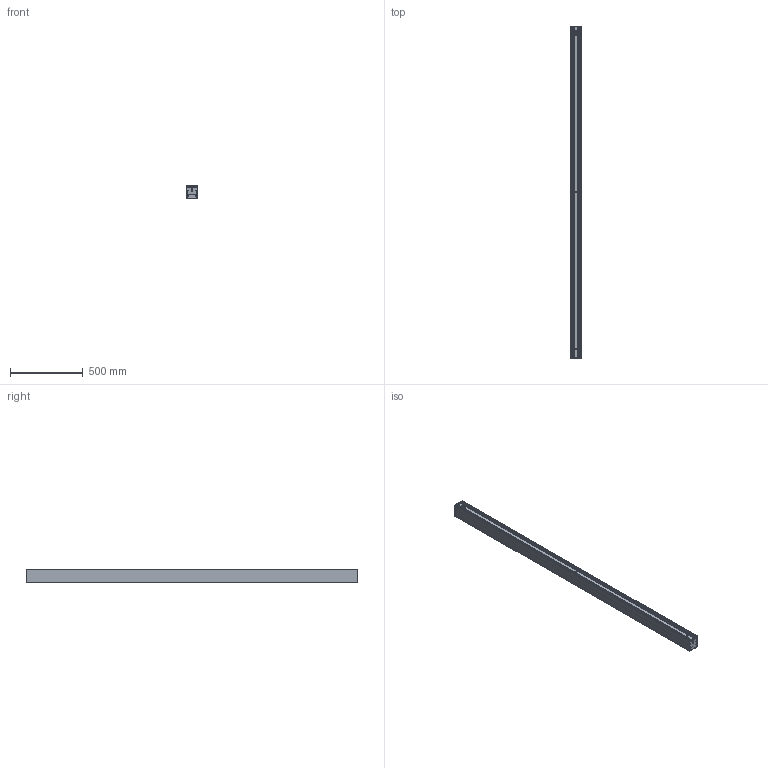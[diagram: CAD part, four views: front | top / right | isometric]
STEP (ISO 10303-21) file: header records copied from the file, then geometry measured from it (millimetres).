
FILE_DESCRIPTION(/* description */ ('This is a sample STEP configuration'),/* implementation_level */ '2;1');
FILE_NAME(/* name */ '728-104061xxxxxx SIMPLE.ipt_Rev_01.stp',/* time_stamp */ '2023-02-02T08:50:32+01:00',/* author */ ('powerJobs'),/* organization */ ('coolOrange'),/* preprocessor_version */ 'ST-DEVELOPER v19.2',/* originating_system */ 'Autodesk Inventor 2023',/* authorisation */ '');
FILE_SCHEMA (('AUTOMOTIVE_DESIGN { 1 0 10303 214 3 1 1 }'));
Products named in the file (1): ENG000025623
Bounding box: 76.2 x 2275 x 90.5 mm (x, y, z)
Volume: 2043041.8 mm3; surface area: 2181745.7 mm2
Topology: 1 solids, 1 shells, 1753 faces, 4420 edges, 2676 vertices
Faces by surface type: cylinder 764, plane 545, bspline 252, torus 92, sphere 72, cone 28
Full cylindrical faces by diameter (mm): 5.2 x3, 8.667 x2, 10 x2, 13.5 x2, 20 x1, 24 x2
Entity records: 60691 total; most frequent: CARTESIAN_POINT 16762, DIRECTION 9088, ORIENTED_EDGE 8808, EDGE_CURVE 4404, AXIS2_PLACEMENT_3D 3438, VERTEX_POINT 2676, LINE 2212, VECTOR 2212
